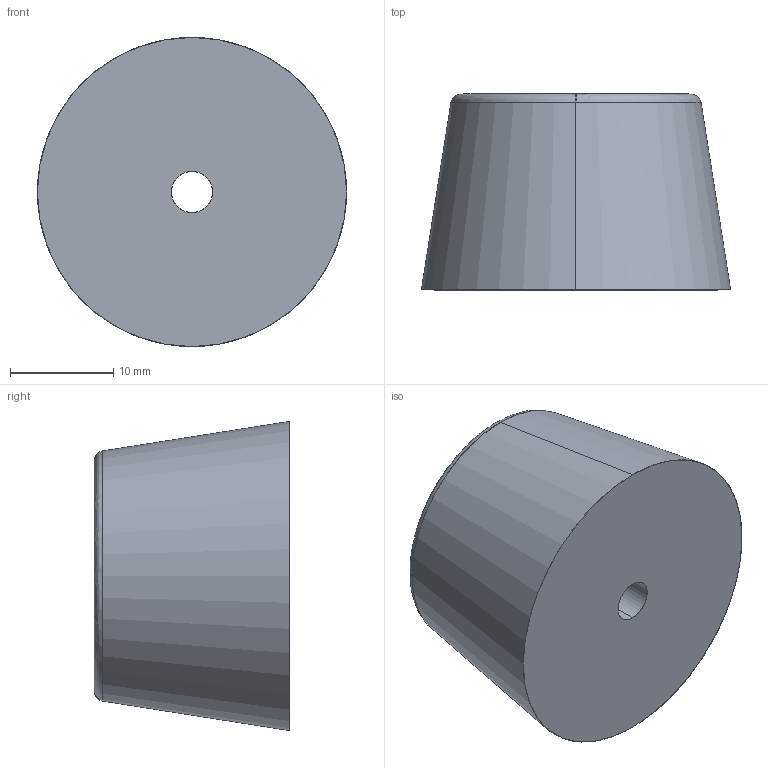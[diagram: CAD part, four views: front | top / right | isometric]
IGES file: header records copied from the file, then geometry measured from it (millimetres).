
Start section: SolidWorks IGES file using analytic representation for surfaces
Global section: file name: C-30-RK-30-ﾃﾞﾌｫﾙﾄ.IGS; native system: SolidWorks 2007; preprocessor: SolidWorks 2007; author: 11sw; date: 090629.110957; units: millimetre
Bounding box: 30 x 19 x 30 mm (x, y, z)
Surface area: 3296.1 mm2 (no closed solid volume)
Topology: 0 solids, 0 shells, 11 faces, 256 edges, 256 vertices
Faces by surface type: revolution 6, bspline 5
